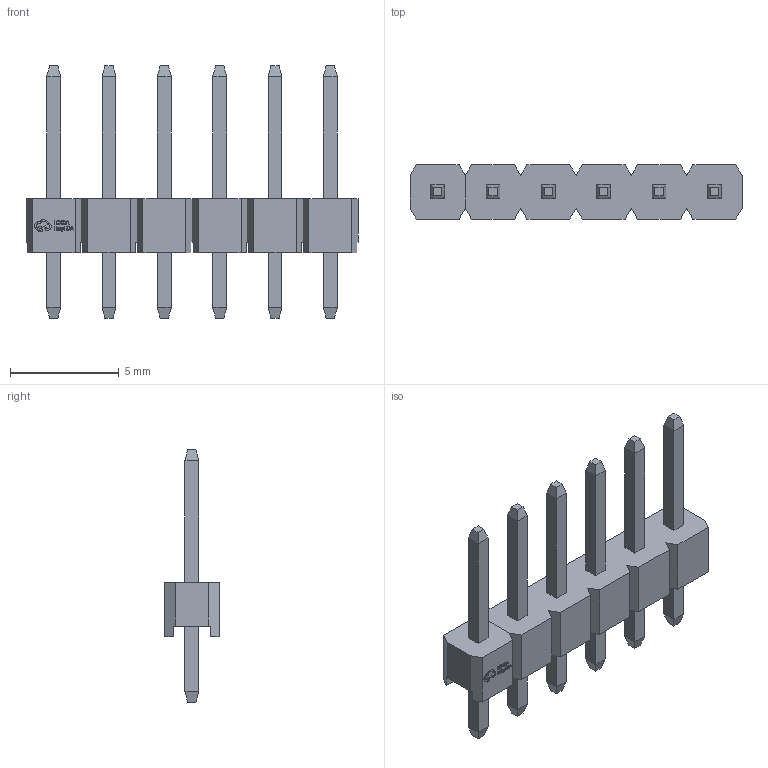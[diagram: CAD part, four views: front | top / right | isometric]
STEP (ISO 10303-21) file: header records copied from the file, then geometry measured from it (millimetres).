
FILE_DESCRIPTION (( 'STEP AP214' ), '1' );
FILE_NAME ('CONN-TH_DS1021-1X6SF11-B.STEP', '2024-08-28T08:45:50', ( 'PC' ), ( 'Microsoft' ), 'SwSTEP 2.0', 'SolidWorks 2020', '' );
FILE_SCHEMA (( 'AUTOMOTIVE_DESIGN' ));
Length unit declared in the file: millimetre
Products named in the file (1): CONN-TH_DS1021-1X6SF11-B
Bounding box: 15.24 x 2.51 x 11.6 mm (x, y, z)
Volume: 100.7 mm3; surface area: 333 mm2
Topology: 2 solids, 2 shells, 400 faces, 1047 edges, 682 vertices
Faces by surface type: plane 302, bspline 98
Entity records: 17022 total; most frequent: CARTESIAN_POINT 3436, ORIENTED_EDGE 2094, DIRECTION 1453, EDGE_CURVE 1047, VECTOR 847, LINE 847, VERTEX_POINT 682, EDGE_LOOP 431
